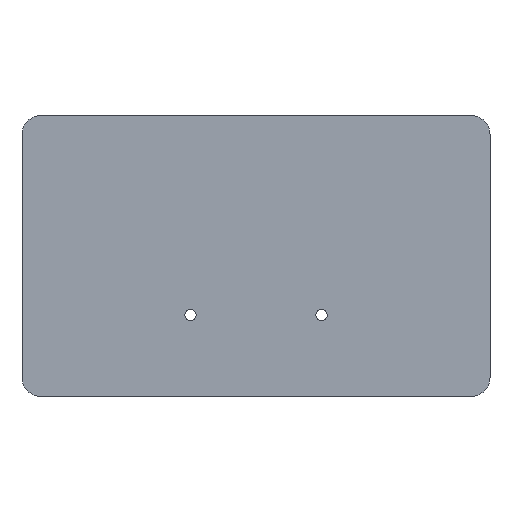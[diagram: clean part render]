
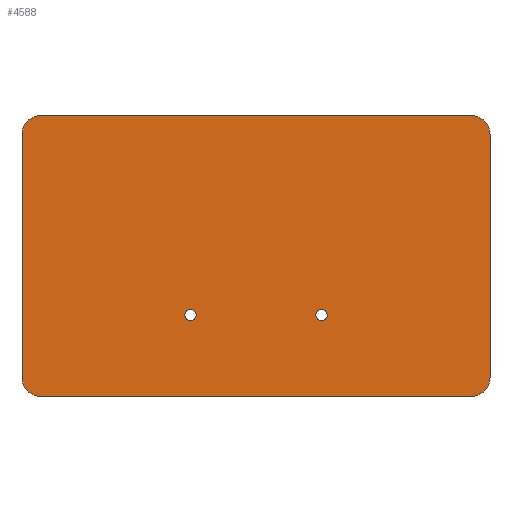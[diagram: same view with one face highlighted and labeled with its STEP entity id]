
A CAD part, front view. The second image highlights one B-rep face of the part: STEP entity #4588.
In plain terms, the highlighted planar face has unit normal (0, -1, 0).
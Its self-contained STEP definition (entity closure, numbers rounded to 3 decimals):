
#4301=CARTESIAN_POINT('',(-115.,-1.,
223.));
#4302=DIRECTION('',(0.,1.,0.));
#4303=DIRECTION('',(0.,0.,-1.));
#4304=AXIS2_PLACEMENT_3D('',#4301,#4302,#4303);
#4306=CARTESIAN_POINT('',(-115.,-1.,
353.));
#4307=DIRECTION('',(0.,1.,0.));
#4308=DIRECTION('',(-1.,0.,0.));
#4309=AXIS2_PLACEMENT_3D('',#4306,#4307,#4308);
#4311=CARTESIAN_POINT('',(115.,-1.,
353.));
#4312=DIRECTION('',(0.,1.,0.));
#4313=DIRECTION('',(0.,0.,1.));
#4314=AXIS2_PLACEMENT_3D('',#4311,#4312,#4313);
#4316=CARTESIAN_POINT('',(115.,-1.,
223.));
#4317=DIRECTION('',(0.,1.,0.));
#4318=DIRECTION('',(1.,0.,0.));
#4319=AXIS2_PLACEMENT_3D('',#4316,#4317,#4318);
#4321=CARTESIAN_POINT('',(-35.,-1.,
256.5));
#4322=DIRECTION('',(0.,-1.,0.));
#4323=DIRECTION('',(0.878,0.,-0.479));
#4324=AXIS2_PLACEMENT_3D('',#4321,#4322,#4323);
#4326=CARTESIAN_POINT('',(-35.,-1.,
256.5));
#4327=DIRECTION('',(0.,-1.,0.));
#4328=DIRECTION('',(-0.878,0.,0.478));
#4329=AXIS2_PLACEMENT_3D('',#4326,#4327,#4328);
#4331=CARTESIAN_POINT('',(-35.,-1.,
256.5));
#4332=DIRECTION('',(0.,-1.,0.));
#4333=DIRECTION('',(-1.,0.,0.));
#4334=AXIS2_PLACEMENT_3D('',#4331,#4332,#4333);
#4336=CARTESIAN_POINT('',(35.,-1.,
256.5));
#4337=DIRECTION('',(0.,-1.,0.));
#4338=DIRECTION('',(-0.878,0.,-0.478));
#4339=AXIS2_PLACEMENT_3D('',#4336,#4337,#4338);
#4341=CARTESIAN_POINT('',(35.,-1.,
256.5));
#4342=DIRECTION('',(0.,-1.,0.));
#4343=DIRECTION('',(-0.878,0.,-0.479));
#4344=AXIS2_PLACEMENT_3D('',#4341,#4342,#4343);
#4346=CARTESIAN_POINT('',(35.,-1.,
256.5));
#4347=DIRECTION('',(0.,-1.,0.));
#4348=DIRECTION('',(0.878,0.,0.479));
#4349=AXIS2_PLACEMENT_3D('',#4346,#4347,#4348);
#4351=CARTESIAN_POINT('',(35.,-1.,
256.5));
#4352=DIRECTION('',(0.,-1.,0.));
#4353=DIRECTION('',(-1.,0.,0.));
#4354=AXIS2_PLACEMENT_3D('',#4351,#4352,#4353);
#4360=DIRECTION('',(1.,0.,0.));
#4361=VECTOR('',#4360,230.);
#4362=CARTESIAN_POINT('',(-115.,-1.,
213.));
#4363=LINE('',#4362,#4361);
#4416=DIRECTION('',(0.,0.,-1.));
#4417=VECTOR('',#4416,130.);
#4418=CARTESIAN_POINT('',(-125.,-1.,
353.));
#4419=LINE('',#4418,#4417);
#4428=DIRECTION('',(-1.,0.,0.));
#4429=VECTOR('',#4428,230.);
#4430=CARTESIAN_POINT('',(115.,-1.,
363.));
#4431=LINE('',#4430,#4429);
#4440=DIRECTION('',(0.,0.,1.));
#4441=VECTOR('',#4440,130.);
#4442=CARTESIAN_POINT('',(125.,-1.,
223.));
#4443=LINE('',#4442,#4441);
#4470=CARTESIAN_POINT('',(37.633,-1.,
257.938));
#4472=VERTEX_POINT('',#4470);
#4474=CARTESIAN_POINT('',(-115.,-1.,
213.));
#4475=CARTESIAN_POINT('',(-125.,-1.,
223.));
#4476=VERTEX_POINT('',#4474);
#4477=VERTEX_POINT('',#4475);
#4478=CARTESIAN_POINT('',(-125.,-1.,
353.));
#4479=VERTEX_POINT('',#4478);
#4480=CARTESIAN_POINT('',(-115.,-1.,
363.));
#4481=VERTEX_POINT('',#4480);
#4482=CARTESIAN_POINT('',(115.,-1.,
363.));
#4483=VERTEX_POINT('',#4482);
#4484=CARTESIAN_POINT('',(125.,-1.,
353.));
#4485=VERTEX_POINT('',#4484);
#4486=CARTESIAN_POINT('',(125.,-1.,
223.));
#4487=VERTEX_POINT('',#4486);
#4488=CARTESIAN_POINT('',(115.,-1.,
213.));
#4489=VERTEX_POINT('',#4488);
#4490=CARTESIAN_POINT('',(-32.367,-1.,
255.062));
#4491=CARTESIAN_POINT('',(-37.635,-1.,
257.935));
#4492=VERTEX_POINT('',#4490);
#4493=VERTEX_POINT('',#4491);
#4494=CARTESIAN_POINT('',(-38.,-1.,
256.5));
#4495=VERTEX_POINT('',#4494);
#4496=CARTESIAN_POINT('',(32.367,-1.,
255.062));
#4497=VERTEX_POINT('',#4496);
#4498=CARTESIAN_POINT('',(32.365,-1.,
255.065));
#4499=VERTEX_POINT('',#4498);
#4500=CARTESIAN_POINT('',(32.,-1.,
256.5));
#4501=VERTEX_POINT('',#4500);
#4549=CARTESIAN_POINT('',(0.,-1.,
288.));
#4550=DIRECTION('',(0.,1.,0.));
#4551=DIRECTION('',(-1.,0.,0.));
#4552=AXIS2_PLACEMENT_3D('',#4549,#4550,#4551);
#4553=PLANE('',#4552);
#4555=ORIENTED_EDGE('',*,*,#4554,.T.);
#4557=ORIENTED_EDGE('',*,*,#4556,.F.);
#4559=ORIENTED_EDGE('',*,*,#4558,.T.);
#4561=ORIENTED_EDGE('',*,*,#4560,.F.);
#4563=ORIENTED_EDGE('',*,*,#4562,.T.);
#4565=ORIENTED_EDGE('',*,*,#4564,.F.);
#4567=ORIENTED_EDGE('',*,*,#4566,.T.);
#4569=ORIENTED_EDGE('',*,*,#4568,.F.);
#4570=EDGE_LOOP('',(#4555,#4557,#4559,#4561,#4563,#4565,#4567,#4569));
#4571=FACE_OUTER_BOUND('',#4570,.F.);
#4573=ORIENTED_EDGE('',*,*,#4572,.T.);
#4575=ORIENTED_EDGE('',*,*,#4574,.T.);
#4577=ORIENTED_EDGE('',*,*,#4576,.T.);
#4578=EDGE_LOOP('',(#4573,#4575,#4577));
#4579=FACE_BOUND('',#4578,.F.);
#4581=ORIENTED_EDGE('',*,*,#4580,.T.);
#4583=ORIENTED_EDGE('',*,*,#4582,.T.);
#4584=ORIENTED_EDGE('',*,*,#4529,.T.);
#4585=ORIENTED_EDGE('',*,*,#4537,.T.);
#4586=EDGE_LOOP('',(#4581,#4583,#4584,#4585));
#4587=FACE_BOUND('',#4586,.F.);
#4305=CIRCLE('',#4304,10.);
#4310=CIRCLE('',#4309,10.);
#4315=CIRCLE('',#4314,10.);
#4320=CIRCLE('',#4319,10.);
#4325=CIRCLE('',#4324,3.);
#4330=CIRCLE('',#4329,3.);
#4335=CIRCLE('',#4334,3.);
#4340=CIRCLE('',#4339,3.);
#4345=CIRCLE('',#4344,3.);
#4350=CIRCLE('',#4349,3.);
#4355=CIRCLE('',#4354,3.);
#4529=EDGE_CURVE('',#4472,#4501,#4350,.T.);
#4537=EDGE_CURVE('',#4501,#4499,#4355,.T.);
#4554=EDGE_CURVE('',#4476,#4477,#4305,.T.);
#4556=EDGE_CURVE('',#4479,#4477,#4419,.T.);
#4558=EDGE_CURVE('',#4479,#4481,#4310,.T.);
#4560=EDGE_CURVE('',#4483,#4481,#4431,.T.);
#4562=EDGE_CURVE('',#4483,#4485,#4315,.T.);
#4564=EDGE_CURVE('',#4487,#4485,#4443,.T.);
#4566=EDGE_CURVE('',#4487,#4489,#4320,.T.);
#4568=EDGE_CURVE('',#4476,#4489,#4363,.T.);
#4572=EDGE_CURVE('',#4492,#4493,#4325,.T.);
#4574=EDGE_CURVE('',#4493,#4495,#4330,.T.);
#4576=EDGE_CURVE('',#4495,#4492,#4335,.T.);
#4580=EDGE_CURVE('',#4499,#4497,#4340,.T.);
#4582=EDGE_CURVE('',#4497,#4472,#4345,.T.);
#4588=ADVANCED_FACE('',(#4571,#4579,#4587),#4553,.F.);
